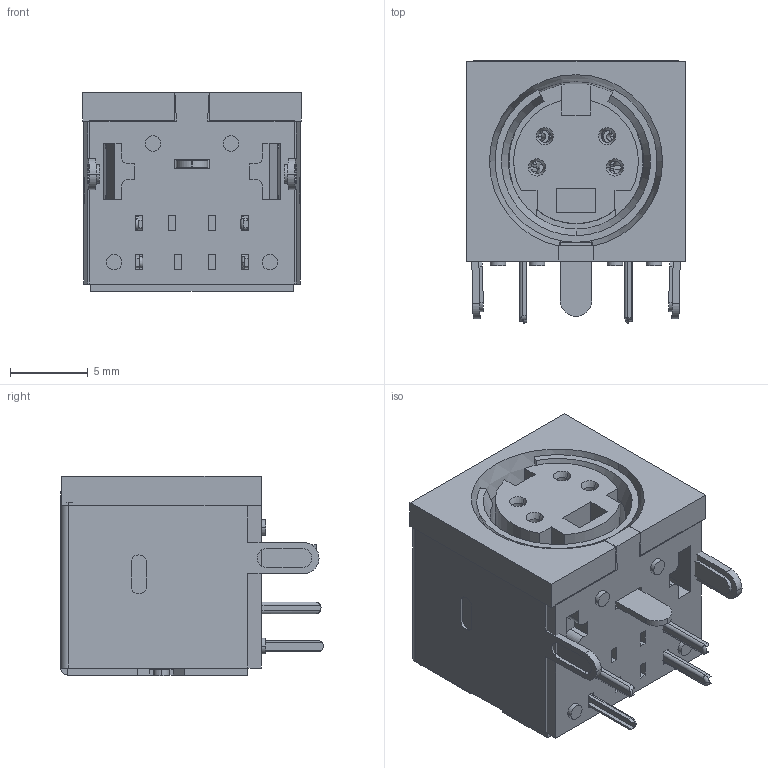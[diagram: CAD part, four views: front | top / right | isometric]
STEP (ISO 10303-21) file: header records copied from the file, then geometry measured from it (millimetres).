
FILE_DESCRIPTION (( 'STEP AP203' ), '1' );
FILE_NAME ('MJ-373 -4B ASS-20150909.STEP', '2015-09-09T09:10:13', ( 'Microsoft' ), ( 'Microsoft' ), 'SwSTEP 2.0', 'SolidWorks 2014', '' );
FILE_SCHEMA (( 'CONFIG_CONTROL_DESIGN' ));
Length unit declared in the file: millimetre
Products named in the file (9): MDC-028-11; MDC-028-9; MJ-373 -4B ASS-20150909; MJ-373 BODY 4PIN MIND-20150909; MINDHOLEBODY-20150613; NICKEL PLATED20150624; SHIELDING PLATE20150614; MDC-028-7; MDC-028-10
Assembly tree (8 placements, depth 2):
  MJ-373 -4B ASS-20150909
    MJ-373 BODY 4PIN MIND-20150909
    MINDHOLEBODY-20150613
    NICKEL PLATED20150624
    SHIELDING PLATE20150614
    MDC-028-7
    MDC-028-10
    MDC-028-11
    MDC-028-9
Bounding box: 14 x 16.83 x 12.8 mm (x, y, z)
Volume: 1511.8 mm3; surface area: 4283 mm2
Topology: 10 solids, 10 shells, 831 faces, 2242 edges, 1428 vertices
Faces by surface type: plane 604, cylinder 123, bspline 78, cone 18, torus 8
Entity records: 29147 total; most frequent: CARTESIAN_POINT 7495, ORIENTED_EDGE 4484, DIRECTION 4015, EDGE_CURVE 2242, VECTOR 1773, LINE 1773, VERTEX_POINT 1428, AXIS2_PLACEMENT_3D 1121
